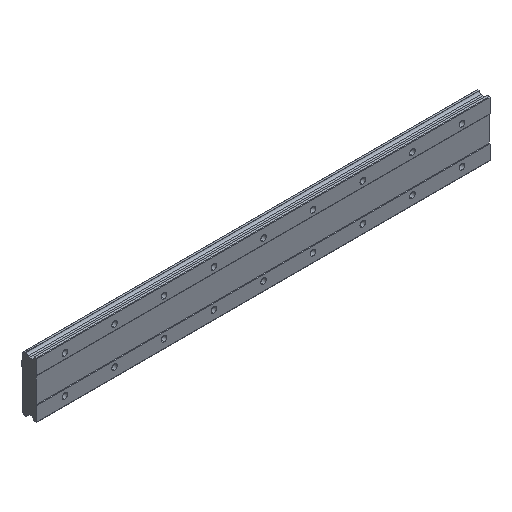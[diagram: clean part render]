
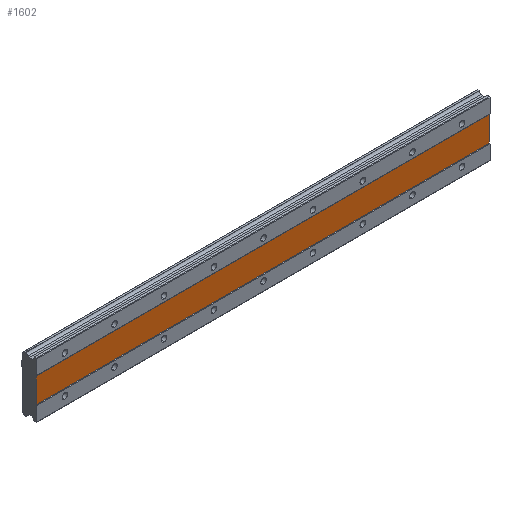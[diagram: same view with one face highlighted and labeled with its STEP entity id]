
A CAD part, isometric view. The second image highlights one B-rep face of the part: STEP entity #1602.
In plain terms, the highlighted planar face has unit normal (0, -1, 0).
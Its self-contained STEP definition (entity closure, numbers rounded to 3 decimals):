
#77 = VECTOR ( 'NONE', #646, 1000. ) ;
#335 = DIRECTION ( 'NONE',  ( 0., 0., 1. ) ) ;
#453 = EDGE_CURVE ( 'NONE', #2075, #1746, #2484, .T. ) ;
#547 = AXIS2_PLACEMENT_3D ( 'NONE', #3049, #577, #335 ) ;
#577 = DIRECTION ( 'NONE',  ( 0., 1., 0. ) ) ;
#646 = DIRECTION ( 'NONE',  ( -1., 0., 0. ) ) ;
#843 = DIRECTION ( 'NONE',  ( 1., 0., 0. ) ) ;
#856 = CARTESIAN_POINT ( 'NONE',  ( 685., 1., 20. ) ) ;
#918 = VERTEX_POINT ( 'NONE', #3821 ) ;
#1035 = CARTESIAN_POINT ( 'NONE',  ( 685., 1., -20. ) ) ;
#1107 = EDGE_LOOP ( 'NONE', ( #2913, #1987, #2096, #3886 ) ) ;
#1278 = CARTESIAN_POINT ( 'NONE',  ( 685., 1., 20. ) ) ;
#1282 = PLANE ( 'NONE',  #547 ) ;
#1410 = VECTOR ( 'NONE', #2893, 1000. ) ;
#1424 = LINE ( 'NONE', #3193, #1410 ) ;
#1587 = CARTESIAN_POINT ( 'NONE',  ( 685., 1., 44.91 ) ) ;
#1602 = ADVANCED_FACE ( 'NONE', ( #1851 ), #1282, .F. ) ;
#1656 = VECTOR ( 'NONE', #843, 1000. ) ;
#1746 = VERTEX_POINT ( 'NONE', #3755 ) ;
#1818 = CARTESIAN_POINT ( 'NONE',  ( 685., 1., -20. ) ) ;
#1851 = FACE_OUTER_BOUND ( 'NONE', #1107, .T. ) ;
#1987 = ORIENTED_EDGE ( 'NONE', *, *, #3192, .F. ) ;
#2075 = VERTEX_POINT ( 'NONE', #1035 ) ;
#2096 = ORIENTED_EDGE ( 'NONE', *, *, #2744, .F. ) ;
#2100 = VERTEX_POINT ( 'NONE', #1278 ) ;
#2392 = VECTOR ( 'NONE', #3689, 1000. ) ;
#2484 = LINE ( 'NONE', #1818, #77 ) ;
#2668 = LINE ( 'NONE', #856, #1656 ) ;
#2744 = EDGE_CURVE ( 'NONE', #918, #2100, #2668, .T. ) ;
#2893 = DIRECTION ( 'NONE',  ( 0., 0., -1. ) ) ;
#2913 = ORIENTED_EDGE ( 'NONE', *, *, #453, .F. ) ;
#3049 = CARTESIAN_POINT ( 'NONE',  ( 685., 1., 20. ) ) ;
#3080 = LINE ( 'NONE', #1587, #2392 ) ;
#3192 = EDGE_CURVE ( 'NONE', #2100, #2075, #3080, .T. ) ;
#3193 = CARTESIAN_POINT ( 'NONE',  ( -45., 1., 44.91 ) ) ;
#3420 = EDGE_CURVE ( 'NONE', #918, #1746, #1424, .T. ) ;
#3689 = DIRECTION ( 'NONE',  ( 0., 0., -1. ) ) ;
#3755 = CARTESIAN_POINT ( 'NONE',  ( -45., 1., -20. ) ) ;
#3821 = CARTESIAN_POINT ( 'NONE',  ( -45., 1., 20. ) ) ;
#3886 = ORIENTED_EDGE ( 'NONE', *, *, #3420, .T. ) ;
